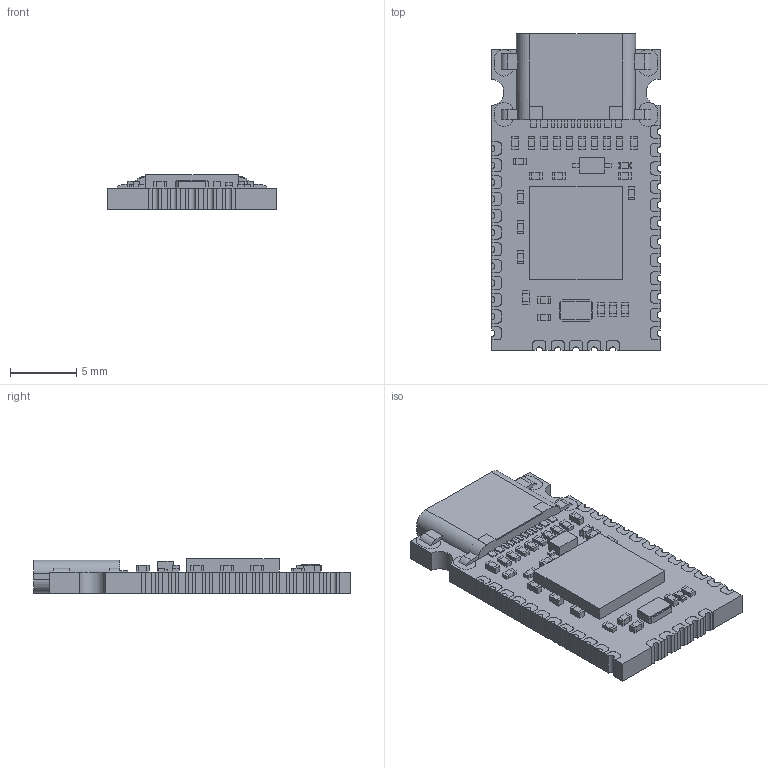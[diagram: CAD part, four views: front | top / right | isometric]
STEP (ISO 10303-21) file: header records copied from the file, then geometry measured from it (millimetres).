
FILE_DESCRIPTION(/* description */ (''),/* implementation_level */ '2;1');
FILE_NAME(/* name */ 'Epi_footprint.stp',/* time_stamp */ '2023-10-15T00:35:11+02:00',/* author */ (''),/* organization */ (''),/* preprocessor_version */ 'ST-DEVELOPER v15.2',/* originating_system */ 'Autodesk Translator Framework v2.0.0.5431',/* authorisation */ '');
FILE_SCHEMA (('AUTOMOTIVE_DESIGN { 1 0 10303 214 3 1 1 }'));
Length unit declared in the file: centimetre
Products named in the file (1): Epi_footprint
Bounding box: 12.75 x 23.93 x 2.6 mm (x, y, z)
Volume: 512.2 mm3; surface area: 1568.5 mm2
Topology: 130 solids, 130 shells, 1109 faces, 2534 edges, 1688 vertices
Faces by surface type: plane 944, cylinder 165
Entity records: 30826 total; most frequent: CARTESIAN_POINT 5332, DIRECTION 5092, ORIENTED_EDGE 5068, EDGE_CURVE 2534, LINE 2196, VECTOR 2196, VERTEX_POINT 1688, AXIS2_PLACEMENT_3D 1448
